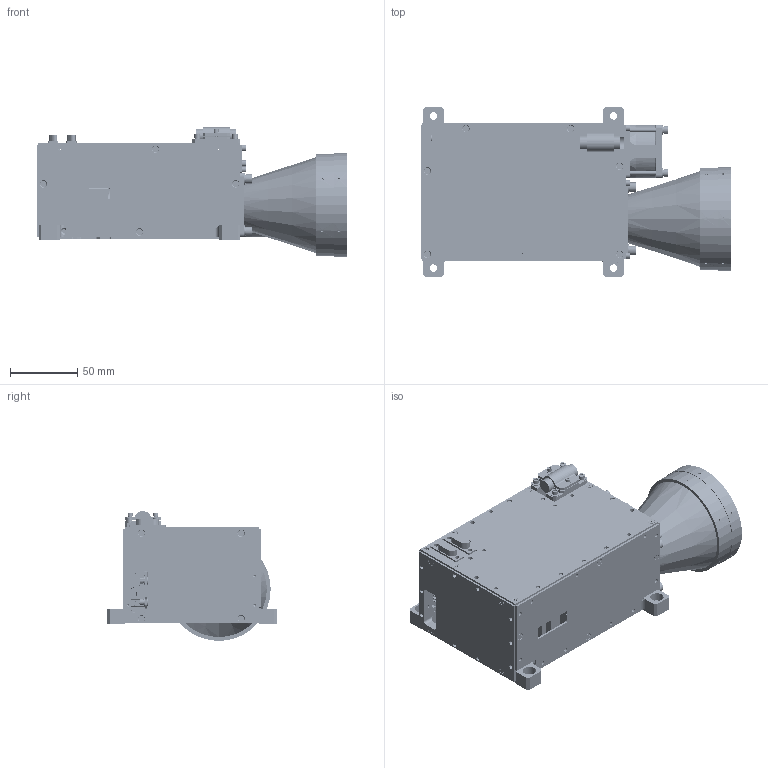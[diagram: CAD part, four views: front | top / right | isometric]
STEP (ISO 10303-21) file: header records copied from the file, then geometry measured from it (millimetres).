
FILE_DESCRIPTION (( 'STEP AP203' ), '1' );
FILE_NAME ('X24015-01-00 100mj激光指示器-给客户外形图 2024.12.6.STEP', '2024-12-06T05:37:03', ( 'Micorosoft' ), ( 'Micorosoft' ), 'SwSTEP 2.0', 'SolidWorks 2016', '' );
FILE_SCHEMA (( 'CONFIG_CONTROL_DESIGN' ));
Length unit declared in the file: millimetre
Products named in the file (1): X24015-01-00 100mj激光指示器-给客户外形图 2024.12.6
Bounding box: 231 x 126 x 96.5 mm (x, y, z)
Volume: 985313.2 mm3; surface area: 310381.1 mm2
Topology: 98 solids, 123 shells, 5087 faces, 13472 edges, 8842 vertices
Faces by surface type: plane 2703, cylinder 2031, cone 277, bspline 60, sphere 12, torus 4
Entity records: 165350 total; most frequent: CARTESIAN_POINT 36145, ORIENTED_EDGE 26904, DIRECTION 26873, EDGE_CURVE 13452, AXIS2_PLACEMENT_3D 9260, VERTEX_POINT 8842, LINE 8353, VECTOR 8353
